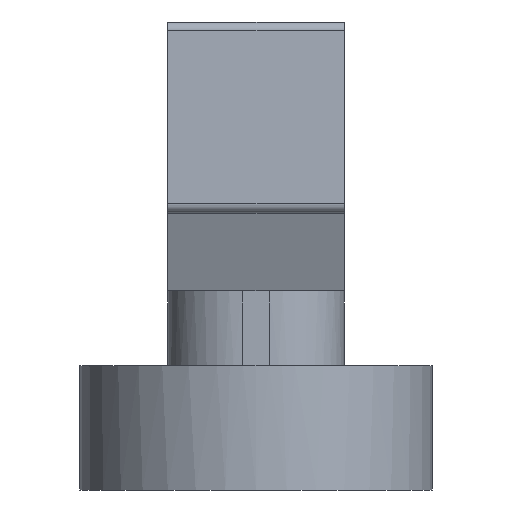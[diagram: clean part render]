
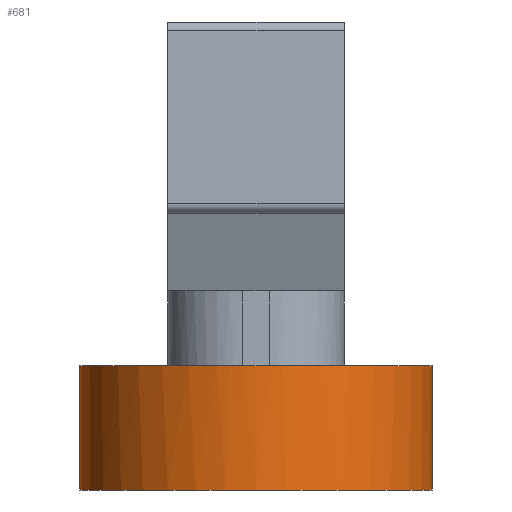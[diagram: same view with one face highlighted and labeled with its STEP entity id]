
A CAD part, left-side view. The second image highlights one B-rep face of the part: STEP entity #681.
In plain terms, the highlighted cylindrical face has radius 19 mm (diameter 38 mm), a partial arc.
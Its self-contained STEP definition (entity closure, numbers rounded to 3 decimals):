
#613=CARTESIAN_POINT('',(0.0,0.0,0.0));
#614=DIRECTION('',(0.0,0.0,1.0));
#615=DIRECTION('',(0.0,-1.0,0.0));
#616=AXIS2_PLACEMENT_3D('',#613,#614,#615);
#617=CYLINDRICAL_SURFACE('',#616,19.);
#618=CARTESIAN_POINT('',(0.,-19.,13.4));
#619=VERTEX_POINT('',#618);
#620=CARTESIAN_POINT('',(0.,-19.,0.0));
#621=VERTEX_POINT('',#620);
#622=CARTESIAN_POINT('',(0.,-19.,13.4));
#623=DIRECTION('',(0.0,0.0,-1.0));
#624=VECTOR('',#623,13.4);
#625=LINE('',#622,#624);
#626=EDGE_CURVE('',#619,#621,#625,.T.);
#627=ORIENTED_EDGE('',*,*,#626,.F.);
#628=CARTESIAN_POINT('',(-18.529,-4.205,13.4));
#629=VERTEX_POINT('',#628);
#630=CARTESIAN_POINT('',(0.0,0.0,13.4));
#631=DIRECTION('',(0.0,0.0,-1.0));
#632=DIRECTION('',(0.0,-1.0,0.0));
#633=AXIS2_PLACEMENT_3D('',#630,#631,#632);
#634=CIRCLE('',#633,19.);
#635=EDGE_CURVE('',#619,#629,#634,.T.);
#636=ORIENTED_EDGE('',*,*,#635,.T.);
#637=CARTESIAN_POINT('',(-19.0,0.0,13.4));
#638=VERTEX_POINT('',#637);
#639=CARTESIAN_POINT('',(0.0,0.0,13.4));
#640=DIRECTION('',(0.0,0.0,-1.0));
#641=DIRECTION('',(0.0,-1.0,0.0));
#642=AXIS2_PLACEMENT_3D('',#639,#640,#641);
#643=CIRCLE('',#642,19.);
#644=EDGE_CURVE('',#629,#638,#643,.T.);
#645=ORIENTED_EDGE('',*,*,#644,.T.);
#646=CARTESIAN_POINT('',(-18.529,4.205,13.4));
#647=VERTEX_POINT('',#646);
#648=CARTESIAN_POINT('',(0.0,0.0,13.4));
#649=DIRECTION('',(0.0,0.0,-1.0));
#650=DIRECTION('',(0.0,-1.0,0.0));
#651=AXIS2_PLACEMENT_3D('',#648,#649,#650);
#652=CIRCLE('',#651,19.);
#653=EDGE_CURVE('',#638,#647,#652,.T.);
#654=ORIENTED_EDGE('',*,*,#653,.T.);
#655=CARTESIAN_POINT('',(0.,19.,13.4));
#656=VERTEX_POINT('',#655);
#657=CARTESIAN_POINT('',(0.0,0.0,13.4));
#658=DIRECTION('',(0.0,0.0,-1.0));
#659=DIRECTION('',(0.0,-1.0,0.0));
#660=AXIS2_PLACEMENT_3D('',#657,#658,#659);
#661=CIRCLE('',#660,19.);
#662=EDGE_CURVE('',#647,#656,#661,.T.);
#663=ORIENTED_EDGE('',*,*,#662,.T.);
#664=CARTESIAN_POINT('',(0.,19.0,0.0));
#665=VERTEX_POINT('',#664);
#666=CARTESIAN_POINT('',(0.,19.,13.4));
#667=DIRECTION('',(0.0,0.0,-1.0));
#668=VECTOR('',#667,13.4);
#669=LINE('',#666,#668);
#670=EDGE_CURVE('',#656,#665,#669,.T.);
#671=ORIENTED_EDGE('',*,*,#670,.T.);
#672=CARTESIAN_POINT('',(0.0,0.0,0.0));
#673=DIRECTION('',(0.0,0.0,-1.0));
#674=DIRECTION('',(0.0,-1.0,0.0));
#675=AXIS2_PLACEMENT_3D('',#672,#673,#674);
#676=CIRCLE('',#675,19.);
#677=EDGE_CURVE('',#621,#665,#676,.T.);
#678=ORIENTED_EDGE('',*,*,#677,.F.);
#679=EDGE_LOOP('',(#627,#636,#645,#654,#663,#671,#678));
#680=FACE_OUTER_BOUND('',#679,.T.);
#681=ADVANCED_FACE('',(#680),#617,.T.);
